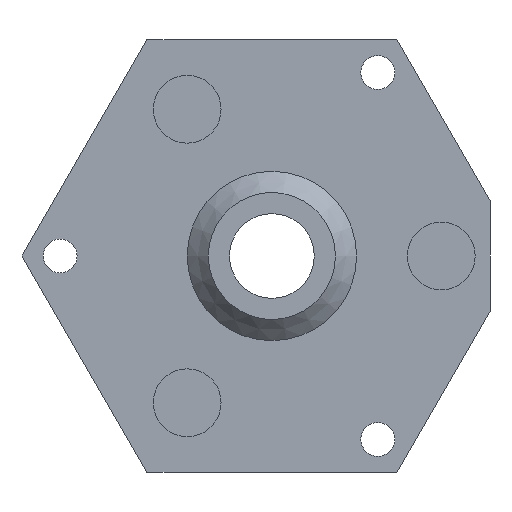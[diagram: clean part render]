
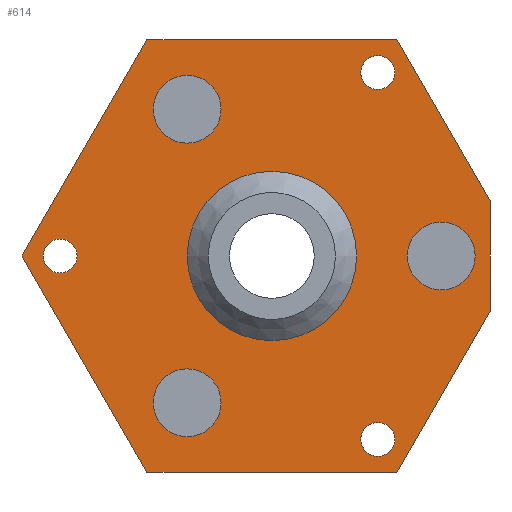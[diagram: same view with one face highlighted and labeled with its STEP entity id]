
A CAD part, front view. The second image highlights one B-rep face of the part: STEP entity #614.
In plain terms, the highlighted planar face has unit normal (0, -1, 0).
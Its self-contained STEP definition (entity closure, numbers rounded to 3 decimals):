
#38=FACE_BOUND('',#149,.T.);
#39=FACE_BOUND('',#150,.T.);
#40=FACE_BOUND('',#151,.T.);
#41=FACE_BOUND('',#152,.T.);
#42=FACE_BOUND('',#153,.T.);
#43=FACE_BOUND('',#154,.T.);
#44=FACE_BOUND('',#155,.T.);
#66=PLANE('',#695);
#102=FACE_OUTER_BOUND('',#148,.T.);
#148=EDGE_LOOP('',(#564,#565,#566,#567,#568,#569,#570));
#149=EDGE_LOOP('',(#571));
#150=EDGE_LOOP('',(#572));
#151=EDGE_LOOP('',(#573));
#152=EDGE_LOOP('',(#574));
#153=EDGE_LOOP('',(#575));
#154=EDGE_LOOP('',(#576));
#155=EDGE_LOOP('',(#577));
#161=LINE('',#918,#210);
#169=LINE('',#942,#218);
#171=LINE('',#946,#220);
#177=LINE('',#958,#226);
#179=LINE('',#962,#228);
#181=LINE('',#966,#230);
#183=LINE('',#969,#232);
#210=VECTOR('',#739,10.);
#218=VECTOR('',#759,10.);
#220=VECTOR('',#763,10.);
#226=VECTOR('',#771,10.);
#228=VECTOR('',#775,10.);
#230=VECTOR('',#779,10.);
#232=VECTOR('',#783,10.);
#257=CIRCLE('',#635,2.);
#279=CIRCLE('',#683,0.8);
#280=CIRCLE('',#685,0.8);
#281=CIRCLE('',#687,0.8);
#282=CIRCLE('',#689,0.4);
#283=CIRCLE('',#691,0.4);
#284=CIRCLE('',#693,0.4);
#288=VERTEX_POINT('',#892);
#296=VERTEX_POINT('',#915);
#297=VERTEX_POINT('',#917);
#307=VERTEX_POINT('',#941);
#308=VERTEX_POINT('',#945);
#313=VERTEX_POINT('',#957);
#314=VERTEX_POINT('',#961);
#315=VERTEX_POINT('',#965);
#332=VERTEX_POINT('',#1025);
#333=VERTEX_POINT('',#1029);
#334=VERTEX_POINT('',#1033);
#335=VERTEX_POINT('',#1037);
#336=VERTEX_POINT('',#1041);
#337=VERTEX_POINT('',#1045);
#343=EDGE_CURVE('',#288,#288,#257,.T.);
#352=EDGE_CURVE('',#296,#297,#161,.T.);
#364=EDGE_CURVE('',#307,#297,#169,.T.);
#366=EDGE_CURVE('',#308,#307,#171,.T.);
#372=EDGE_CURVE('',#313,#308,#177,.T.);
#374=EDGE_CURVE('',#314,#313,#179,.T.);
#376=EDGE_CURVE('',#315,#314,#181,.T.);
#378=EDGE_CURVE('',#296,#315,#183,.T.);
#405=EDGE_CURVE('',#332,#332,#279,.T.);
#407=EDGE_CURVE('',#333,#333,#280,.T.);
#409=EDGE_CURVE('',#334,#334,#281,.T.);
#411=EDGE_CURVE('',#335,#335,#282,.T.);
#413=EDGE_CURVE('',#336,#336,#283,.T.);
#415=EDGE_CURVE('',#337,#337,#284,.T.);
#564=ORIENTED_EDGE('',*,*,#352,.F.);
#565=ORIENTED_EDGE('',*,*,#378,.T.);
#566=ORIENTED_EDGE('',*,*,#376,.T.);
#567=ORIENTED_EDGE('',*,*,#374,.T.);
#568=ORIENTED_EDGE('',*,*,#372,.T.);
#569=ORIENTED_EDGE('',*,*,#366,.T.);
#570=ORIENTED_EDGE('',*,*,#364,.T.);
#571=ORIENTED_EDGE('',*,*,#343,.F.);
#572=ORIENTED_EDGE('',*,*,#405,.T.);
#573=ORIENTED_EDGE('',*,*,#407,.T.);
#574=ORIENTED_EDGE('',*,*,#409,.T.);
#575=ORIENTED_EDGE('',*,*,#411,.T.);
#576=ORIENTED_EDGE('',*,*,#413,.T.);
#577=ORIENTED_EDGE('',*,*,#415,.T.);
#614=ADVANCED_FACE('',(#102,#38,#39,#40,#41,#42,#43,#44),#66,.F.);
#635=AXIS2_PLACEMENT_3D('',#894,#712,#713);
#683=AXIS2_PLACEMENT_3D('',#1026,#848,#849);
#685=AXIS2_PLACEMENT_3D('',#1030,#853,#854);
#687=AXIS2_PLACEMENT_3D('',#1034,#858,#859);
#689=AXIS2_PLACEMENT_3D('',#1038,#863,#864);
#691=AXIS2_PLACEMENT_3D('',#1042,#868,#869);
#693=AXIS2_PLACEMENT_3D('',#1046,#873,#874);
#695=AXIS2_PLACEMENT_3D('',#1050,#879,#880);
#712=DIRECTION('center_axis',(0.,-1.,0.));
#713=DIRECTION('ref_axis',(1.,0.,0.));
#739=DIRECTION('',(0.,0.,-1.));
#759=DIRECTION('',(0.5,0.,0.866));
#763=DIRECTION('',(1.,0.,0.));
#771=DIRECTION('',(0.5,0.,-0.866));
#775=DIRECTION('',(-0.5,0.,-0.866));
#779=DIRECTION('',(-1.,0.,0.));
#783=DIRECTION('',(-0.5,0.,0.866));
#848=DIRECTION('center_axis',(0.,1.,0.));
#849=DIRECTION('ref_axis',(1.,0.,0.));
#853=DIRECTION('center_axis',(0.,1.,0.));
#854=DIRECTION('ref_axis',(1.,0.,0.));
#858=DIRECTION('center_axis',(0.,1.,0.));
#859=DIRECTION('ref_axis',(1.,0.,0.));
#863=DIRECTION('center_axis',(0.,1.,0.));
#864=DIRECTION('ref_axis',(1.,0.,0.));
#868=DIRECTION('center_axis',(0.,1.,0.));
#869=DIRECTION('ref_axis',(1.,0.,0.));
#873=DIRECTION('center_axis',(0.,1.,0.));
#874=DIRECTION('ref_axis',(1.,0.,0.));
#879=DIRECTION('center_axis',(0.,1.,0.));
#880=DIRECTION('ref_axis',(1.,0.,0.));
#892=CARTESIAN_POINT('',(-2.,0.,0.));
#894=CARTESIAN_POINT('Origin',(0.,0.,0.));
#915=CARTESIAN_POINT('',(5.15,0.,1.299));
#917=CARTESIAN_POINT('',(5.15,0.,-1.299));
#918=CARTESIAN_POINT('',(5.15,0.,0.));
#941=CARTESIAN_POINT('',(2.95,0.,-5.11));
#942=CARTESIAN_POINT('',(3.688,0.,-3.832));
#945=CARTESIAN_POINT('',(-2.95,0.,-5.11));
#946=CARTESIAN_POINT('',(-1.475,0.,-5.11));
#957=CARTESIAN_POINT('',(-5.9,0.,0.));
#958=CARTESIAN_POINT('',(-5.163,0.,-1.277));
#961=CARTESIAN_POINT('',(-2.95,0.,5.11));
#962=CARTESIAN_POINT('',(-3.688,0.,3.832));
#965=CARTESIAN_POINT('',(2.95,0.,5.11));
#966=CARTESIAN_POINT('',(1.475,0.,5.11));
#969=CARTESIAN_POINT('',(5.163,0.,1.277));
#1025=CARTESIAN_POINT('',(-2.8,0.,3.464));
#1026=CARTESIAN_POINT('Origin',(-2.,0.,3.464));
#1029=CARTESIAN_POINT('',(3.2,0.,0.));
#1030=CARTESIAN_POINT('Origin',(4.,0.,0.));
#1033=CARTESIAN_POINT('',(-2.8,0.,-3.464));
#1034=CARTESIAN_POINT('Origin',(-2.,0.,-3.464));
#1037=CARTESIAN_POINT('',(2.1,0.,4.33));
#1038=CARTESIAN_POINT('Origin',(2.5,0.,4.33));
#1041=CARTESIAN_POINT('',(2.1,0.,-4.33));
#1042=CARTESIAN_POINT('Origin',(2.5,0.,-4.33));
#1045=CARTESIAN_POINT('',(-5.4,0.,0.));
#1046=CARTESIAN_POINT('Origin',(-5.,0.,0.));
#1050=CARTESIAN_POINT('Origin',(0.,0.,0.));
